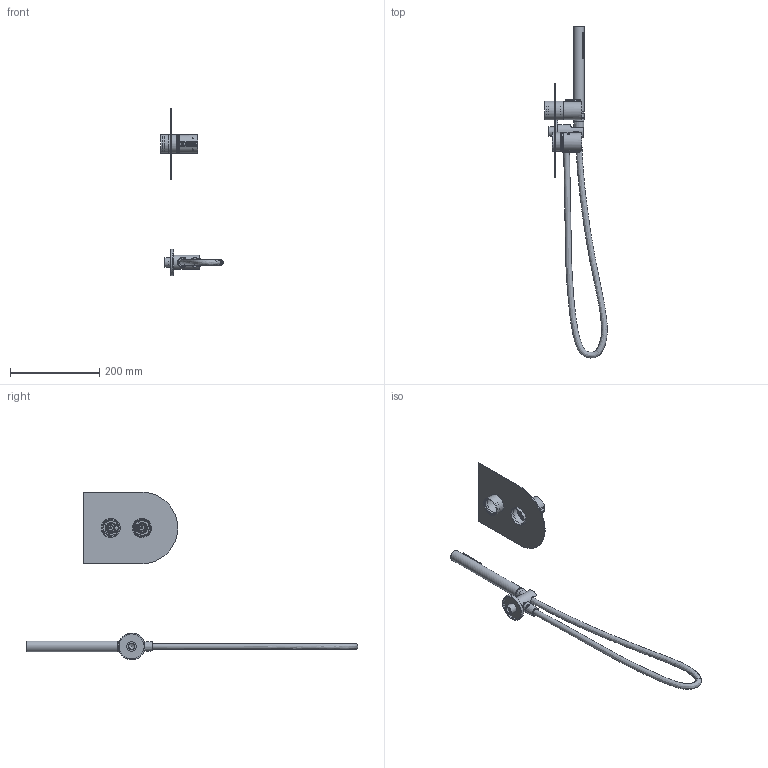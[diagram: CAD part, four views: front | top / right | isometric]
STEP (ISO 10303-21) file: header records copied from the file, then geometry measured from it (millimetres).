
FILE_DESCRIPTION (( 'STEP AP203' ), '1' );
FILE_NAME ('21D302763.STEP', '2024-10-04T07:34:24', ( '' ), ( '' ), 'SwSTEP 2.0', 'SolidWorks 2021', '' );
FILE_SCHEMA (( 'CONFIG_CONTROL_DESIGN' ));
Length unit declared in the file: millimetre
Products named in the file (1): 21D302763
Bounding box: 140.04 x 743.34 x 375.14 mm (x, y, z)
Volume: 380145.9 mm3; surface area: 205215.7 mm2
Topology: 12 solids, 12 shells, 617 faces, 1388 edges, 940 vertices
Faces by surface type: plane 302, cylinder 145, cone 124, bspline 30, torus 12, sphere 4
Full cylindrical faces by diameter (mm): 3.1 x2, 3.3 x1, 4.15 x1, 4.5 x2, 4.65 x1, 6.2 x2, 9.8 x1, 10.1 x1, 10.2 x1, 10.5 x2, 12.5 x2, 12.8 x1, 13.4 x2, 14 x2, 15 x2, 16.182 x1, 18 x2, 18.1 x2, 18.5 x2, 18.632 x2, 18.7 x1, 20.8 x1, 21 x3, 24 x1, 25.6 x2, 28.6 x2, 31 x2, 31.6 x2, 31.7 x1, 35.5 x1
Entity records: 23953 total; most frequent: CARTESIAN_POINT 11939, DIRECTION 2326, ORIENTED_EDGE 2118, EDGE_CURVE 1059, EDGE_LOOP 980, AXIS2_PLACEMENT_3D 938, VERTEX_POINT 811, FACE_OUTER_BOUND 684
